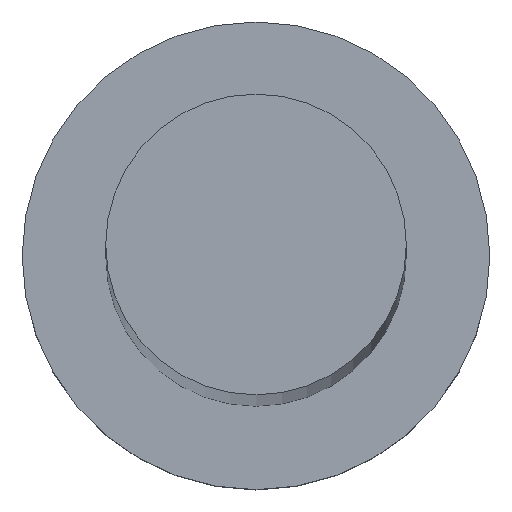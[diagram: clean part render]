
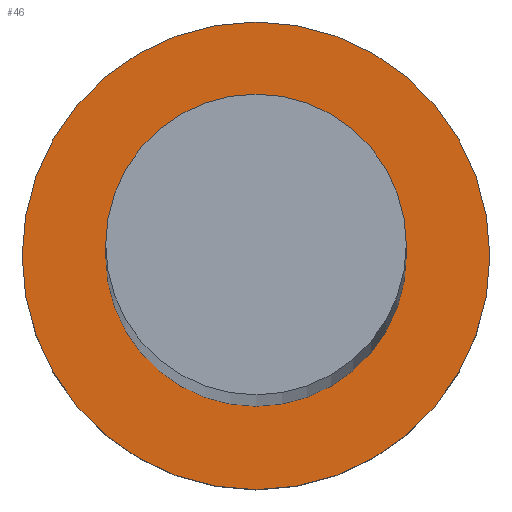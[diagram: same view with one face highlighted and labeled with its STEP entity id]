
A CAD part, top view. The second image highlights one B-rep face of the part: STEP entity #46.
In plain terms, the highlighted planar face has unit normal (0, 0, 1).
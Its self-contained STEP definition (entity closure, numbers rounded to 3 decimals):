
#9 = EDGE_LOOP ( 'NONE', ( #249, #23 ) ) ;
#18 = CARTESIAN_POINT ( 'NONE',  ( -7., 0., 5. ) ) ;
#19 = VERTEX_POINT ( 'NONE', #194 ) ;
#23 = ORIENTED_EDGE ( 'NONE', *, *, #114, .F. ) ;
#30 = PLANE ( 'NONE',  #238 ) ;
#37 = EDGE_LOOP ( 'NONE', ( #128, #73 ) ) ;
#41 = CARTESIAN_POINT ( 'NONE',  ( 0., 0., 5. ) ) ;
#42 = FACE_OUTER_BOUND ( 'NONE', #37, .T. ) ;
#46 = ADVANCED_FACE ( 'NONE', ( #217, #42 ), #30, .T. ) ;
#47 = CIRCLE ( 'NONE', #142, 7. ) ;
#56 = CIRCLE ( 'NONE', #83, 4.5 ) ;
#59 = VERTEX_POINT ( 'NONE', #18 ) ;
#73 = ORIENTED_EDGE ( 'NONE', *, *, #204, .T. ) ;
#80 = CARTESIAN_POINT ( 'NONE',  ( 0., 0., 5. ) ) ;
#83 = AXIS2_PLACEMENT_3D ( 'NONE', #163, #207, #129 ) ;
#84 = DIRECTION ( 'NONE',  ( 1., 0., 0. ) ) ;
#93 = DIRECTION ( 'NONE',  ( 0., 0., 1. ) ) ;
#98 = CIRCLE ( 'NONE', #216, 7. ) ;
#110 = DIRECTION ( 'NONE',  ( 1., 0., 0. ) ) ;
#114 = EDGE_CURVE ( 'NONE', #240, #192, #56, .T. ) ;
#116 = CARTESIAN_POINT ( 'NONE',  ( 0., 0., 5. ) ) ;
#120 = EDGE_CURVE ( 'NONE', #59, #19, #98, .T. ) ;
#128 = ORIENTED_EDGE ( 'NONE', *, *, #120, .T. ) ;
#129 = DIRECTION ( 'NONE',  ( 1., 0., 0. ) ) ;
#131 = DIRECTION ( 'NONE',  ( 0., 0., 1. ) ) ;
#142 = AXIS2_PLACEMENT_3D ( 'NONE', #246, #131, #205 ) ;
#149 = CARTESIAN_POINT ( 'NONE',  ( 4.5, 0., 5. ) ) ;
#150 = DIRECTION ( 'NONE',  ( 0., 0., 1. ) ) ;
#159 = EDGE_CURVE ( 'NONE', #192, #240, #177, .T. ) ;
#162 = CARTESIAN_POINT ( 'NONE',  ( -4.5, 0., 5. ) ) ;
#163 = CARTESIAN_POINT ( 'NONE',  ( 0., 0., 5. ) ) ;
#164 = AXIS2_PLACEMENT_3D ( 'NONE', #41, #181, #182 ) ;
#177 = CIRCLE ( 'NONE', #164, 4.5 ) ;
#181 = DIRECTION ( 'NONE',  ( 0., 0., 1. ) ) ;
#182 = DIRECTION ( 'NONE',  ( 1., 0., 0. ) ) ;
#192 = VERTEX_POINT ( 'NONE', #162 ) ;
#194 = CARTESIAN_POINT ( 'NONE',  ( 7., 0., 5. ) ) ;
#204 = EDGE_CURVE ( 'NONE', #19, #59, #47, .T. ) ;
#205 = DIRECTION ( 'NONE',  ( 1., 0., 0. ) ) ;
#207 = DIRECTION ( 'NONE',  ( 0., 0., 1. ) ) ;
#216 = AXIS2_PLACEMENT_3D ( 'NONE', #80, #93, #84 ) ;
#217 = FACE_BOUND ( 'NONE', #9, .T. ) ;
#238 = AXIS2_PLACEMENT_3D ( 'NONE', #116, #150, #110 ) ;
#240 = VERTEX_POINT ( 'NONE', #149 ) ;
#246 = CARTESIAN_POINT ( 'NONE',  ( 0., 0., 5. ) ) ;
#249 = ORIENTED_EDGE ( 'NONE', *, *, #159, .F. ) ;
